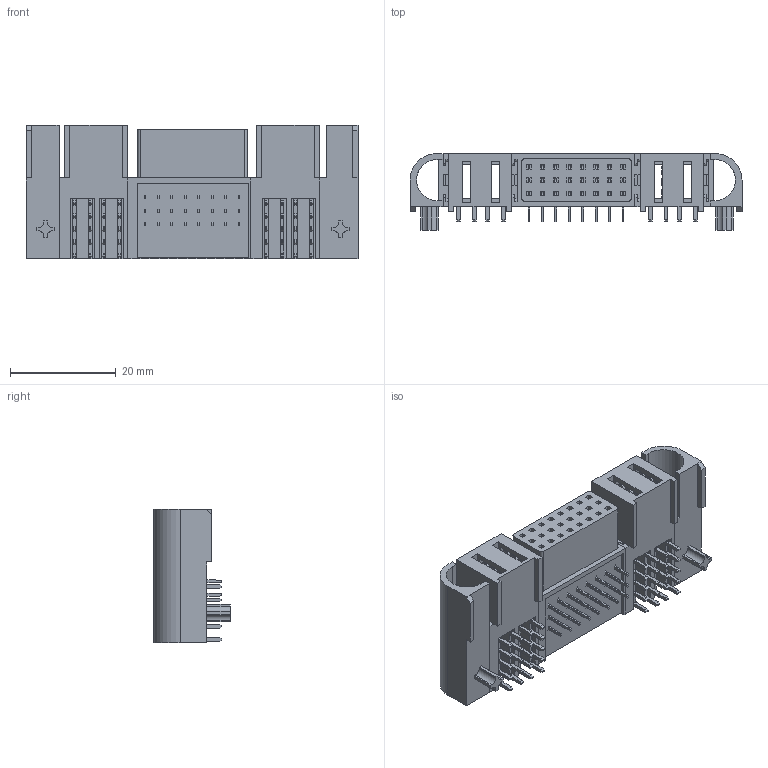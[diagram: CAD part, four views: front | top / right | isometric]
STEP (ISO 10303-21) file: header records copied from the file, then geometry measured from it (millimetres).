
FILE_DESCRIPTION( ( 'STEP AP203' ), ' ' );
FILE_NAME( 'ET60S-D02-3-08-D02-L-R1-S.stp', '2018-05-14T11:17:41', ( '' ), ( '' ), ' ', 'PARTsolutions', ' ' );
FILE_SCHEMA( ( 'CONFIG_CONTROL_DESIGN' ) );
Length unit declared in the file: millimetre
Products named in the file (7): ET60S-D02-3-08-D02-L-R1-S; _ET60S-24-R1_signal_terminal; _ET60S-D02-R1_power_terminal; _ET60S-R1_guide_post_left; _ET60S-D02-R1_power_pins; _ET60S-R1_guide_post_right; _ET60S-24-R1_signal_pins
Assembly tree (8 placements, depth 2):
  ET60S-D02-3-08-D02-L-R1-S
    _ET60S-24-R1_signal_terminal
    _ET60S-D02-R1_power_terminal  x2
    _ET60S-R1_guide_post_left
    _ET60S-D02-R1_power_pins  x2
    _ET60S-R1_guide_post_right
    _ET60S-24-R1_signal_pins
Bounding box: 62.76 x 14.48 x 25.22 mm (x, y, z)
Volume: 10084.6 mm3; surface area: 16740.3 mm2
Topology: 8 solids, 8 shells, 2038 faces, 5902 edges, 3932 vertices
Faces by surface type: plane 1686, cylinder 352
Entity records: 50379 total; most frequent: CARTESIAN_POINT 8978, ORIENTED_EDGE 8906, DIRECTION 8065, EDGE_CURVE 4453, LINE 3957, VECTOR 3957, VERTEX_POINT 2967, AXIS2_PLACEMENT_3D 2054
